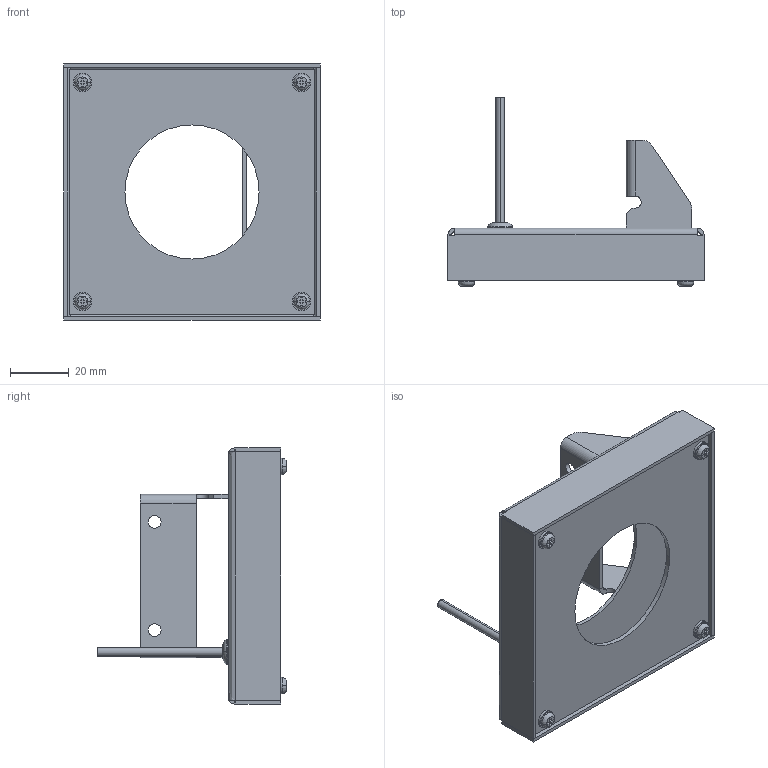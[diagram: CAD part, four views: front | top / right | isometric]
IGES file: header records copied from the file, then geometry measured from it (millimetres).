
Start section:  PTC IGES file: 161127.igs
Global section: file name: 161127.igs; native system: Pro/ENGINEER by Parametric Technology Corporation; preprocessor: 2009141; author: banengservice; organization: Unknown; date: 20111107.110433; units: inch
Bounding box: 87.27 x 64.33 x 87.27 mm (x, y, z)
Volume: 26273.7 mm3; surface area: 41858.7 mm2
Topology: 6 solids, 6 shells, 557 faces, 1404 edges, 900 vertices
Faces by surface type: revolution 296, bspline 261
